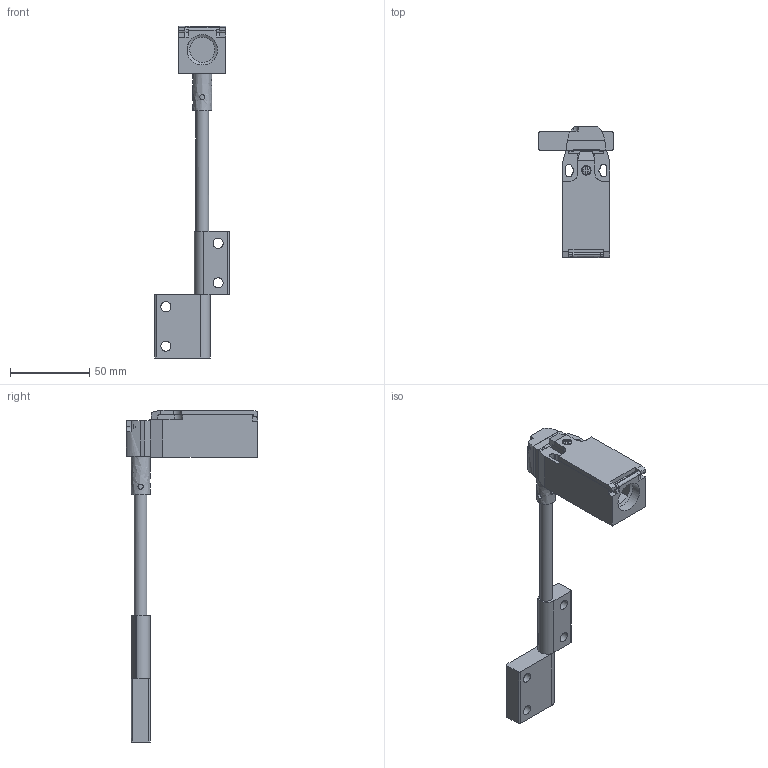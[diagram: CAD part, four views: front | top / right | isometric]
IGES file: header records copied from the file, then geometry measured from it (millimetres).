
Global section: file name: 651845P; native system: Autodesk Inventor 2021; preprocessor: unknown; author: Mrówczyńska,,; organization: 11; date: 20221010.063610; units: millimetre
Bounding box: 47 x 83 x 209.95 mm (x, y, z)
Volume: 65088.5 mm3; surface area: 42143.3 mm2
Topology: 11 solids, 11 shells, 417 faces, 1110 edges, 747 vertices
Faces by surface type: bspline 417
